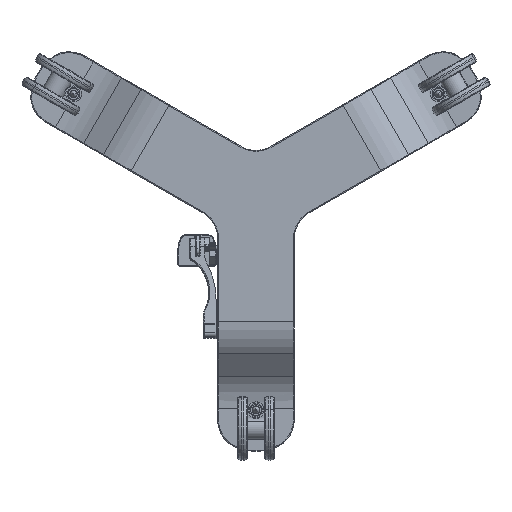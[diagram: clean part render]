
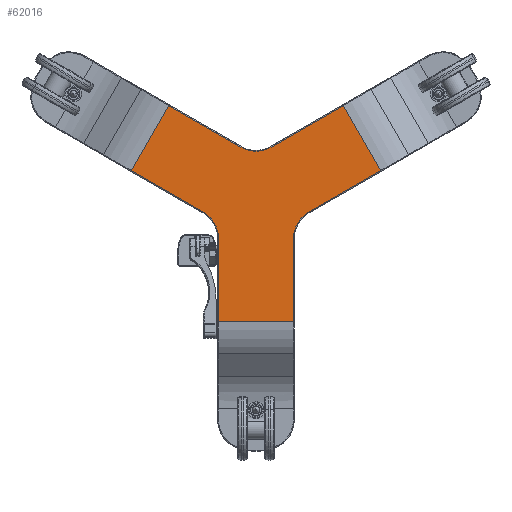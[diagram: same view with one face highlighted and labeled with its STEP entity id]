
A CAD part, front view. The second image highlights one B-rep face of the part: STEP entity #62016.
In plain terms, the highlighted planar face has unit normal (0, -1, 0).
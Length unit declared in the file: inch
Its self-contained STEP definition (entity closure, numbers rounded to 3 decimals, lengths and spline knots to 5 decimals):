
#202 = CARTESIAN_POINT ( 'NONE',  ( 5.3, -3.25, -3.05996 ) ) ;
#2108 = EDGE_CURVE ( 'Defeatured_01465+Defeatured_0148+Defeatured_01338+Defeatured_0150', #84773, #58913, #53606, .T. ) ;
#3055 = AXIS2_PLACEMENT_3D ( 'NONE', #53772, #33048, #6332 ) ;
#3664 = DIRECTION ( 'NONE',  ( 0.5, 0., 0.866 ) ) ;
#4083 = CARTESIAN_POINT ( 'NONE',  ( -8.05628, -3.25, 8.04611 ) ) ;
#4095 = VERTEX_POINT ( 'NONE', #58151 ) ;
#4855 = ORIENTED_EDGE ( 'NONE', *, *, #66956, .T. ) ;
#5218 = DIRECTION ( 'NONE',  ( 0., 1., 0. ) ) ;
#5656 = VERTEX_POINT ( 'NONE', #31373 ) ;
#6332 = DIRECTION ( 'NONE',  ( -1., 0., 0. ) ) ;
#8735 = AXIS2_PLACEMENT_3D ( 'NONE', #21293, #28650, #42496 ) ;
#9036 = CARTESIAN_POINT ( 'NONE',  ( -6.29314, -3.25, -7.02817 ) ) ;
#10410 = DIRECTION ( 'NONE',  ( 0.866, 0., 0.5 ) ) ;
#12856 = CARTESIAN_POINT ( 'NONE',  ( -6.82638, -3.25, 7.33603 ) ) ;
#14381 = FACE_OUTER_BOUND ( 'NONE', #64057, .T. ) ;
#16867 = ORIENTED_EDGE ( 'NONE', *, *, #28485, .T. ) ;
#20370 = PLANE ( 'NONE',  #8735 ) ;
#21293 = CARTESIAN_POINT ( 'NONE',  ( -8.81749, -3.25, -15.27233 ) ) ;
#21835 = EDGE_CURVE ( 'Defeatured_01465+Defeatured_01342+Defeatured_0139+Defeatured_0120', #77544, #62895, #90990, .T. ) ;
#22010 = VECTOR ( 'NONE', #25207, 39.37008 ) ;
#23796 = CARTESIAN_POINT ( 'NONE',  ( 2.94, -3.25, -9.57984 ) ) ;
#25207 = DIRECTION ( 'NONE',  ( -0.866, 0., 0.5 ) ) ;
#25311 = CARTESIAN_POINT ( 'NONE',  ( -2.94, -3.25, 2.0359 ) ) ;
#26542 = ORIENTED_EDGE ( 'NONE', *, *, #90229, .T. ) ;
#28001 = VERTEX_POINT ( 'NONE', #12856 ) ;
#28485 = EDGE_CURVE ( 'Defeatured_01465+Defeatured_0152+Defeatured_0150+Defeatured_01469', #49455, #28001, #81430, .T. ) ;
#28650 = DIRECTION ( 'NONE',  ( 0., 1., 0. ) ) ;
#29066 = CARTESIAN_POINT ( 'NONE',  ( 6.82638, -3.25, 7.33603 ) ) ;
#30663 = LINE ( 'NONE', #9036, #90173 ) ;
#31018 = ORIENTED_EDGE ( 'NONE', *, *, #83878, .T. ) ;
#31373 = CARTESIAN_POINT ( 'NONE',  ( 4.12, -3.25, -1.01614 ) ) ;
#31893 = VECTOR ( 'NONE', #45535, 39.37008 ) ;
#32682 = LINE ( 'NONE', #25311, #53056 ) ;
#32853 = EDGE_CURVE ( 'Defeatured_01465+Defeatured_0141+Defeatured_0143+Defeatured_0139', #33673, #45968, #73640, .T. ) ;
#33048 = DIRECTION ( 'NONE',  ( 0., 1., 0. ) ) ;
#33673 = VERTEX_POINT ( 'NONE', #88110 ) ;
#34816 = DIRECTION ( 'NONE',  ( 1., 0., 0. ) ) ;
#35030 = CIRCLE ( 'NONE', #65869, 2.36 ) ;
#36286 = VECTOR ( 'NONE', #45093, 39.37008 ) ;
#37085 = ORIENTED_EDGE ( 'NONE', *, *, #21835, .T. ) ;
#37103 = EDGE_CURVE ( 'Defeatured_01469+Defeatured_01465+Defeatured_0145+Defeatured_0154', #4095, #28001, #88789, .T. ) ;
#41096 = DIRECTION ( 'NONE',  ( -1., 0., 0. ) ) ;
#42496 = DIRECTION ( 'NONE',  ( 0.866, 0., -0.5 ) ) ;
#45093 = DIRECTION ( 'NONE',  ( 0., 0., 1. ) ) ;
#45535 = DIRECTION ( 'NONE',  ( -0.5, 0., 0.866 ) ) ;
#45968 = VERTEX_POINT ( 'NONE', #54742 ) ;
#47365 = VECTOR ( 'NONE', #3664, 39.37008 ) ;
#47622 = ORIENTED_EDGE ( 'NONE', *, *, #55717, .T. ) ;
#49455 = VERTEX_POINT ( 'NONE', #55899 ) ;
#50543 = AXIS2_PLACEMENT_3D ( 'NONE', #68277, #5218, #41096 ) ;
#51228 = EDGE_CURVE ( 'Defeatured_01465+Defeatured_0150+Defeatured_0148+Defeatured_0152', #58913, #49455, #63759, .T. ) ;
#52010 = LINE ( 'NONE', #86538, #36286 ) ;
#52454 = CARTESIAN_POINT ( 'NONE',  ( 6.29638, -3.25, 8.25402 ) ) ;
#53056 = VECTOR ( 'NONE', #60758, 39.37008 ) ;
#53606 = LINE ( 'NONE', #60507, #73232 ) ;
#53772 = CARTESIAN_POINT ( 'NONE',  ( -5.3, -3.25, -3.05996 ) ) ;
#54503 = VERTEX_POINT ( 'NONE', #55226 ) ;
#54742 = CARTESIAN_POINT ( 'NONE',  ( -2.94, -3.25, -3.05996 ) ) ;
#54944 = DIRECTION ( 'NONE',  ( -0.866, 0., -0.5 ) ) ;
#55226 = CARTESIAN_POINT ( 'NONE',  ( 9.76638, -3.25, 2.2438 ) ) ;
#55717 = EDGE_CURVE ( 'Defeatured_01465+Defeatured_01338+Defeatured_0124+Defeatured_0148', #54503, #84773, #80570, .T. ) ;
#55899 = CARTESIAN_POINT ( 'NONE',  ( -1.18, -3.25, 4.07609 ) ) ;
#56685 = ORIENTED_EDGE ( 'NONE', *, *, #32853, .T. ) ;
#58151 = CARTESIAN_POINT ( 'NONE',  ( -9.76638, -3.25, 2.2438 ) ) ;
#58913 = VERTEX_POINT ( 'NONE', #61594 ) ;
#59213 = LINE ( 'NONE', #86848, #84133 ) ;
#59920 = VECTOR ( 'NONE', #34816, 39.37008 ) ;
#60507 = CARTESIAN_POINT ( 'NONE',  ( -9.23314, -3.25, -1.93594 ) ) ;
#60758 = DIRECTION ( 'NONE',  ( 0., 0., -1. ) ) ;
#61594 = CARTESIAN_POINT ( 'NONE',  ( 1.18, -3.25, 4.07609 ) ) ;
#62016 = ADVANCED_FACE ( 'Defeatured_01465', ( #14381 ), #20370, .F. ) ;
#62279 = VERTEX_POINT ( 'NONE', #75130 ) ;
#62895 = VERTEX_POINT ( 'NONE', #23796 ) ;
#63699 = DIRECTION ( 'NONE',  ( 0., 1., 0. ) ) ;
#63759 = CIRCLE ( 'NONE', #50543, 2.36 ) ;
#64057 = EDGE_LOOP ( 'NONE', ( #86387, #87251, #56685, #31018, #37085, #4855, #72802, #26542, #47622, #75162, #90812, #16867 ) ) ;
#65828 = EDGE_CURVE ( 'Defeatured_01465+Defeatured_0143+Defeatured_01469+Defeatured_0141', #4095, #33673, #59213, .T. ) ;
#65869 = AXIS2_PLACEMENT_3D ( 'NONE', #202, #63699, #85352 ) ;
#66956 = EDGE_CURVE ( 'Defeatured_01465+Defeatured_0120+Defeatured_01342+Defeatured_0122', #62895, #62279, #52010, .T. ) ;
#68277 = CARTESIAN_POINT ( 'NONE',  ( 0., -3.25, 6.11991 ) ) ;
#69801 = CARTESIAN_POINT ( 'NONE',  ( 4., -3.25, -9.57984 ) ) ;
#70565 = CARTESIAN_POINT ( 'NONE',  ( -2.94, -3.25, -9.57984 ) ) ;
#70699 = EDGE_CURVE ( 'Defeatured_01465+Defeatured_0122+Defeatured_0120+Defeatured_0124', #62279, #5656, #35030, .T. ) ;
#72802 = ORIENTED_EDGE ( 'NONE', *, *, #70699, .T. ) ;
#73232 = VECTOR ( 'NONE', #54944, 39.37008 ) ;
#73637 = CARTESIAN_POINT ( 'NONE',  ( -17.11387, -3.25, -10.48242 ) ) ;
#73640 = CIRCLE ( 'NONE', #3055, 2.36 ) ;
#75130 = CARTESIAN_POINT ( 'NONE',  ( 2.94, -3.25, -3.05996 ) ) ;
#75162 = ORIENTED_EDGE ( 'NONE', *, *, #2108, .T. ) ;
#77544 = VERTEX_POINT ( 'NONE', #70565 ) ;
#80435 = DIRECTION ( 'NONE',  ( 0.866, 0., -0.5 ) ) ;
#80570 = LINE ( 'NONE', #52454, #31893 ) ;
#81430 = LINE ( 'NONE', #4083, #22010 ) ;
#83878 = EDGE_CURVE ( 'Defeatured_01465+Defeatured_0139+Defeatured_0141+Defeatured_01342', #45968, #77544, #32682, .T. ) ;
#84133 = VECTOR ( 'NONE', #80435, 39.37008 ) ;
#84773 = VERTEX_POINT ( 'NONE', #29066 ) ;
#85352 = DIRECTION ( 'NONE',  ( -1., 0., 0. ) ) ;
#86387 = ORIENTED_EDGE ( 'NONE', *, *, #37103, .F. ) ;
#86538 = CARTESIAN_POINT ( 'NONE',  ( 2.94, -3.25, 2.0359 ) ) ;
#86848 = CARTESIAN_POINT ( 'NONE',  ( -10.99628, -3.25, 2.95389 ) ) ;
#87251 = ORIENTED_EDGE ( 'NONE', *, *, #65828, .T. ) ;
#88110 = CARTESIAN_POINT ( 'NONE',  ( -4.12, -3.25, -1.01614 ) ) ;
#88789 = LINE ( 'NONE', #73637, #47365 ) ;
#90173 = VECTOR ( 'NONE', #10410, 39.37008 ) ;
#90229 = EDGE_CURVE ( 'Defeatured_01465+Defeatured_0124+Defeatured_0122+Defeatured_01338', #5656, #54503, #30663, .T. ) ;
#90812 = ORIENTED_EDGE ( 'NONE', *, *, #51228, .T. ) ;
#90990 = LINE ( 'NONE', #69801, #59920 ) ;
